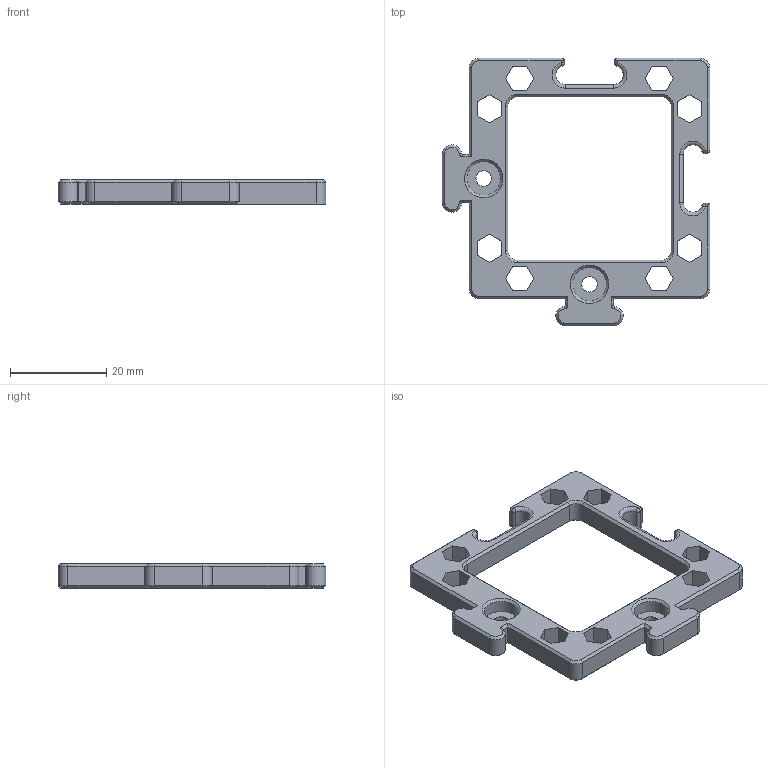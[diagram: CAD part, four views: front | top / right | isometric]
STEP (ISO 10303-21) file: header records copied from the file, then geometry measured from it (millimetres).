
FILE_DESCRIPTION(/* description */ (''),/* implementation_level */ '2;1');
FILE_NAME(/* name */ '30_Cube_Z_Focus_MGN_NEMA_belt_pushing_lid.ipt.step',/* time_stamp */ '2022-11-29T08:21:40+01:00',/* author */ ('diederichbenedict'),/* organization */ (''),/* preprocessor_version */ 'ST-DEVELOPER v18.1',/* originating_system */ 'Autodesk Inventor 2022',/* authorisation */ '');
FILE_SCHEMA (('AUTOMOTIVE_DESIGN { 1 0 10303 214 3 1 1 }'));
Length unit declared in the file: millimetre
Products named in the file (1): 30_Cube_Z_Focus_MGN_NEMA_belt_pushing_lid
Bounding box: 55.6 x 55.6 x 5 mm (x, y, z)
Volume: 5469.9 mm3; surface area: 4897.4 mm2
Topology: 1 solids, 1 shells, 195 faces, 488 edges, 297 vertices
Faces by surface type: plane 110, cylinder 40, cone 33, sphere 6, torus 6
Full cylindrical faces by diameter (mm): 3.2 x2, 7 x2
Entity records: 6146 total; most frequent: CARTESIAN_POINT 1043, DIRECTION 1040, ORIENTED_EDGE 976, EDGE_CURVE 488, LINE 354, VECTOR 354, AXIS2_PLACEMENT_3D 343, VERTEX_POINT 297
